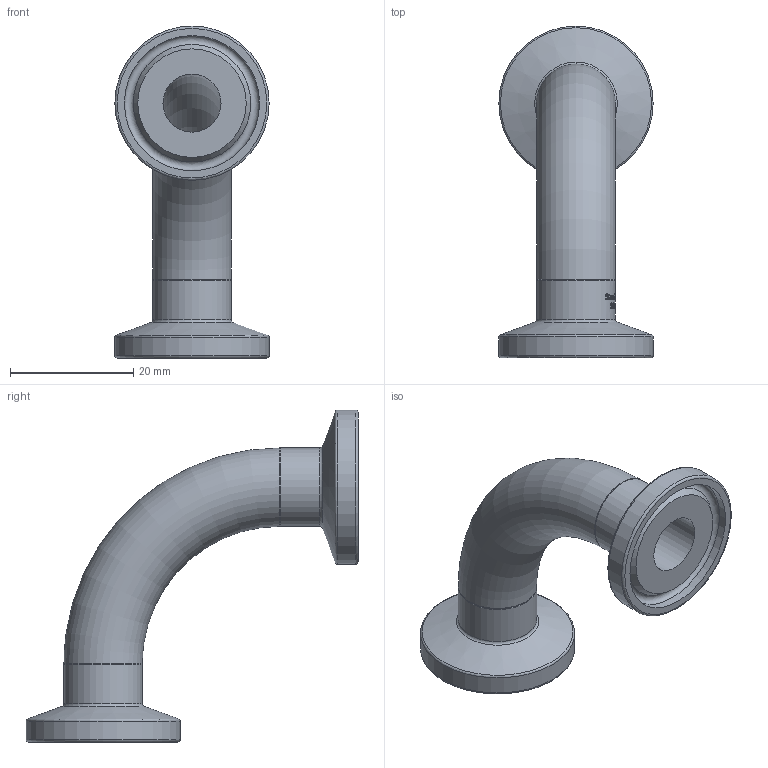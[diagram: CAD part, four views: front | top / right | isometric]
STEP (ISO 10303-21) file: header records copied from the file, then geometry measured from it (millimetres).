
FILE_DESCRIPTION(/* description */ (''),/* implementation_level */ '2;1');
FILE_NAME(/* name */ 'S2CMP-.50.stp',/* time_stamp */ '2018-11-27T10:20:20-05:00',/* author */ ('ken'),/* organization */ (''),/* preprocessor_version */ 'ST-DEVELOPER v15.2',/* originating_system */ 'Autodesk Inventor 2014',/* authorisation */ '');
FILE_SCHEMA (('AUTOMOTIVE_DESIGN { 1 0 10303 214 3 1 1 }'));
Length unit declared in the file: inch
Products named in the file (1): S2CMP-.50
Bounding box: 24.99 x 53.77 x 53.77 mm (x, y, z)
Volume: 6637.3 mm3; surface area: 6872.1 mm2
Topology: 1 solids, 1 shells, 392 faces, 1035 edges, 684 vertices
Faces by surface type: bspline 195, plane 138, cylinder 41, torus 14, cone 4
Full cylindrical faces by diameter (mm): 9.398 x2, 12.7 x2, 21.895 x2, 24.994 x2
Entity records: 15438 total; most frequent: CARTESIAN_POINT 6906, ORIENTED_EDGE 2018, DIRECTION 1195, EDGE_CURVE 1009, VERTEX_POINT 684, EDGE_LOOP 459, LINE 439, VECTOR 439
